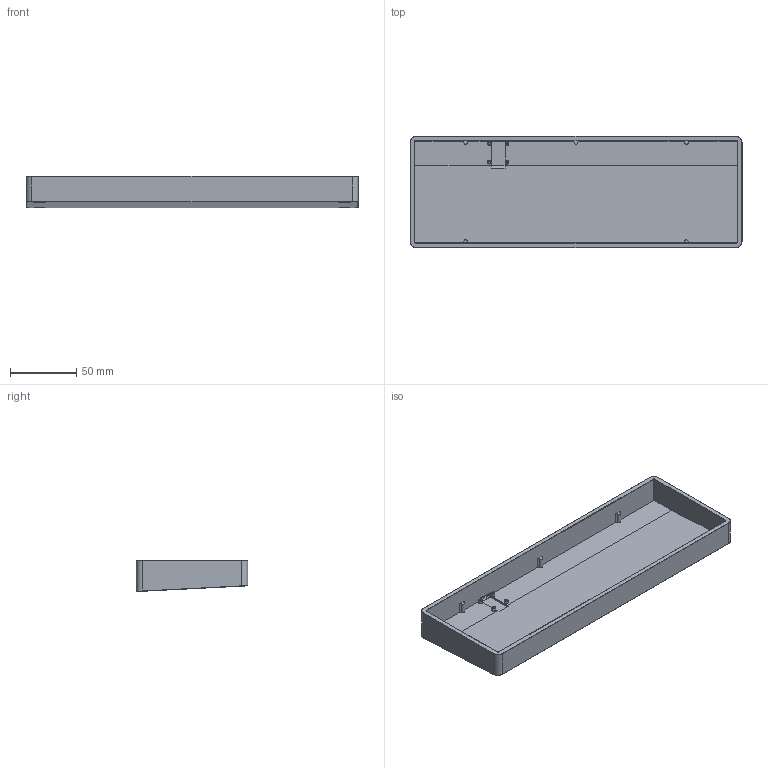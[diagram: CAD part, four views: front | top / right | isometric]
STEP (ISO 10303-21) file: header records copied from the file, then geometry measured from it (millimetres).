
FILE_DESCRIPTION(/* description */ ('KiCad electronic assembly'),/* implementation_level */ '2;1');
FILE_NAME(/* name */ '40%_PCB v13.step',/* time_stamp */ '2025-05-08T00:44:02+10:00',/* author */ (''),/* organization */ (''),/* preprocessor_version */ 'ST-DEVELOPER v20.1',/* originating_system */ 'Autodesk Translation Framework v14.4.0.0',/* authorisation */ '');
FILE_SCHEMA (('AUTOMOTIVE_DESIGN { 1 0 10303 214 3 1 1 }'));
Length unit declared in the file: millimetre
Products named in the file (1): 40% 1
Bounding box: 250.89 x 84.2 x 23.54 mm (x, y, z)
Volume: 103455.5 mm3; surface area: 68339.8 mm2
Topology: 1 solids, 1 shells, 129 faces, 316 edges, 198 vertices
Faces by surface type: plane 58, cylinder 55, torus 8, cone 4, bspline 4
Full cylindrical faces by diameter (mm): 1.6 x4, 3 x4, 8.2 x4
Entity records: 3920 total; most frequent: CARTESIAN_POINT 740, DIRECTION 698, ORIENTED_EDGE 632, EDGE_CURVE 316, AXIS2_PLACEMENT_3D 256, VERTEX_POINT 198, LINE 186, VECTOR 186
